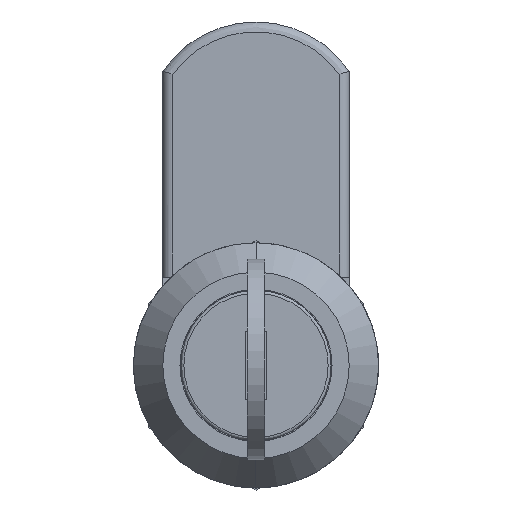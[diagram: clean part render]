
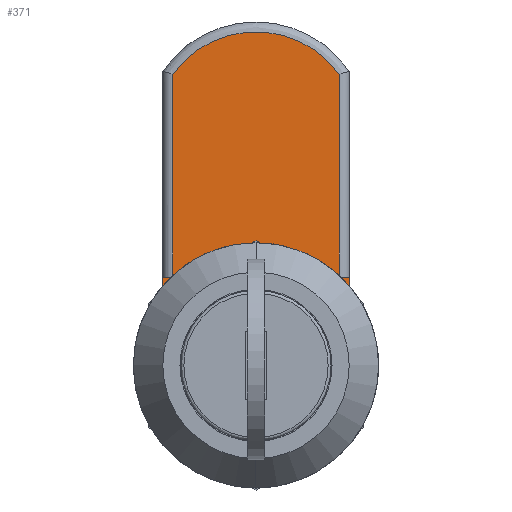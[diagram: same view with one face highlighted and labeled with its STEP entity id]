
A CAD part, front view. The second image highlights one B-rep face of the part: STEP entity #371.
In plain terms, the highlighted planar face has unit normal (0, -1, 0).
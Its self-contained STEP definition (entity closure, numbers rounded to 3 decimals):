
#371=ADVANCED_FACE('',(#516,#517,#518),#515,.T.);
#515=PLANE('',#1980);
#516=FACE_OUTER_BOUND('',#1981,.T.);
#517=FACE_BOUND('',#1982,.T.);
#518=FACE_BOUND('',#1983,.T.);
#1977=CARTESIAN_POINT('',(-11.4,0.,-15.138));
#1978=DIRECTION('',(0.,-1.,0.));
#1979=DIRECTION('',(1.,0.,0.));
#1980=AXIS2_PLACEMENT_3D('',#1977,#1978,#1979);
#1981=EDGE_LOOP('',(#3783,#3784,#3785,#3786,#3787,#3788,#3789,#3790));
#1982=EDGE_LOOP('',(#3791,#3792));
#1983=EDGE_LOOP('',(#3793,#3794,#3795,#3796,#3797,#3798,#3799,#3800));
#3783=ORIENTED_EDGE('',*,*,#4515,.T.);
#3784=ORIENTED_EDGE('',*,*,#4516,.T.);
#3785=ORIENTED_EDGE('',*,*,#4517,.F.);
#3786=ORIENTED_EDGE('',*,*,#4518,.F.);
#3787=ORIENTED_EDGE('',*,*,#4519,.T.);
#3788=ORIENTED_EDGE('',*,*,#4520,.F.);
#3789=ORIENTED_EDGE('',*,*,#4521,.F.);
#3790=ORIENTED_EDGE('',*,*,#4522,.T.);
#3791=ORIENTED_EDGE('',*,*,#4523,.F.);
#3792=ORIENTED_EDGE('',*,*,#4524,.F.);
#3793=ORIENTED_EDGE('',*,*,#4525,.F.);
#3794=ORIENTED_EDGE('',*,*,#4526,.T.);
#3795=ORIENTED_EDGE('',*,*,#4527,.F.);
#3796=ORIENTED_EDGE('',*,*,#4528,.T.);
#3797=ORIENTED_EDGE('',*,*,#4529,.F.);
#3798=ORIENTED_EDGE('',*,*,#4530,.T.);
#3799=ORIENTED_EDGE('',*,*,#4531,.F.);
#3800=ORIENTED_EDGE('',*,*,#4532,.T.);
#4515=EDGE_CURVE('',#4881,#4882,#4883,.T.);
#4516=EDGE_CURVE('',#4882,#4889,#4890,.T.);
#4517=EDGE_CURVE('',#4896,#4889,#4897,.T.);
#4518=EDGE_CURVE('',#4903,#4896,#4904,.T.);
#4519=EDGE_CURVE('',#4903,#4910,#4911,.T.);
#4520=EDGE_CURVE('',#4917,#4910,#4918,.T.);
#4521=EDGE_CURVE('',#4924,#4917,#4925,.T.);
#4522=EDGE_CURVE('',#4924,#4881,#4931,.T.);
#4523=EDGE_CURVE('',#4937,#4938,#4939,.T.);
#4524=EDGE_CURVE('',#4938,#4937,#4945,.T.);
#4525=EDGE_CURVE('',#4951,#4952,#4953,.T.);
#4526=EDGE_CURVE('',#4951,#4959,#4960,.T.);
#4527=EDGE_CURVE('',#4966,#4959,#4967,.T.);
#4528=EDGE_CURVE('',#4966,#4973,#4974,.T.);
#4529=EDGE_CURVE('',#4980,#4973,#4981,.T.);
#4530=EDGE_CURVE('',#4980,#4987,#4988,.T.);
#4531=EDGE_CURVE('',#4994,#4987,#4995,.T.);
#4532=EDGE_CURVE('',#4994,#4952,#5001,.T.);
#4881=VERTEX_POINT('',#7325);
#4882=VERTEX_POINT('',#7326);
#4883=CIRCLE('',#7330,10.5);
#4889=VERTEX_POINT('',#7331);
#4890=LINE('',#7332,#7333);
#4896=VERTEX_POINT('',#7335);
#4897=LINE('',#7336,#7337);
#4903=VERTEX_POINT('',#7339);
#4904=LINE('',#7340,#7341);
#4910=VERTEX_POINT('',#7343);
#4911=CIRCLE('',#7347,10.);
#4917=VERTEX_POINT('',#7348);
#4918=LINE('',#7349,#7350);
#4924=VERTEX_POINT('',#7352);
#4925=LINE('',#7353,#7354);
#4931=LINE('',#7356,#7357);
#4937=VERTEX_POINT('',#7359);
#4938=VERTEX_POINT('',#7360);
#4939=CIRCLE('',#7364,2.);
#4945=CIRCLE('',#7368,2.);
#4951=VERTEX_POINT('',#7369);
#4952=VERTEX_POINT('',#7370);
#4953=CIRCLE('',#7374,5.75);
#4959=VERTEX_POINT('',#7375);
#4960=LINE('',#7376,#7377);
#4966=VERTEX_POINT('',#7379);
#4967=CIRCLE('',#7383,5.75);
#4973=VERTEX_POINT('',#7384);
#4974=LINE('',#7385,#7386);
#4980=VERTEX_POINT('',#7388);
#4981=CIRCLE('',#7392,5.75);
#4987=VERTEX_POINT('',#7393);
#4988=LINE('',#7394,#7395);
#4994=VERTEX_POINT('',#7397);
#4995=CIRCLE('',#7401,5.75);
#5001=LINE('',#7402,#7403);
#7325=CARTESIAN_POINT('',(8.5,0.,29.664));
#7326=CARTESIAN_POINT('',(-8.5,0.,29.664));
#7327=CARTESIAN_POINT('',(0.,0.,23.5));
#7328=DIRECTION('',(0.,-1.,0.));
#7329=DIRECTION('',(-0.81,0.,-0.587));
#7330=AXIS2_PLACEMENT_3D('',#7327,#7328,#7329);
#7331=CARTESIAN_POINT('',(-8.5,0.,9.));
#7332=CARTESIAN_POINT('',(-8.5,0.,29.664));
#7333=VECTOR('',#7334,20.664);
#7334=DIRECTION('',(0.,0.,-1.));
#7335=CARTESIAN_POINT('',(-9.5,0.,9.));
#7336=CARTESIAN_POINT('',(-9.5,0.,9.));
#7337=VECTOR('',#7338,1.);
#7338=DIRECTION('',(1.,0.,0.));
#7339=CARTESIAN_POINT('',(-9.5,0.,-3.122));
#7340=CARTESIAN_POINT('',(-9.5,0.,-3.122));
#7341=VECTOR('',#7342,12.122);
#7342=DIRECTION('',(0.,0.,1.));
#7343=CARTESIAN_POINT('',(9.5,0.,-3.122));
#7344=CARTESIAN_POINT('',(0.,0.,0.));
#7345=DIRECTION('',(0.,-1.,0.));
#7346=DIRECTION('',(0.95,0.,0.312));
#7347=AXIS2_PLACEMENT_3D('',#7344,#7345,#7346);
#7348=CARTESIAN_POINT('',(9.5,0.,9.));
#7349=CARTESIAN_POINT('',(9.5,0.,9.));
#7350=VECTOR('',#7351,12.122);
#7351=DIRECTION('',(0.,0.,-1.));
#7352=CARTESIAN_POINT('',(8.5,0.,9.));
#7353=CARTESIAN_POINT('',(8.5,0.,9.));
#7354=VECTOR('',#7355,1.);
#7355=DIRECTION('',(1.,0.,0.));
#7356=CARTESIAN_POINT('',(8.5,0.,9.));
#7357=VECTOR('',#7358,20.664);
#7358=DIRECTION('',(0.,0.,1.));
#7359=CARTESIAN_POINT('',(-5.869,0.,7.869));
#7360=CARTESIAN_POINT('',(-5.869,0.,3.869));
#7361=CARTESIAN_POINT('',(-5.869,0.,5.869));
#7362=DIRECTION('',(0.,-1.,0.));
#7363=DIRECTION('',(0.,0.,-1.));
#7364=AXIS2_PLACEMENT_3D('',#7361,#7362,#7363);
#7365=CARTESIAN_POINT('',(-5.869,0.,5.869));
#7366=DIRECTION('',(0.,-1.,0.));
#7367=DIRECTION('',(0.,0.,-1.));
#7368=AXIS2_PLACEMENT_3D('',#7365,#7366,#7367);
#7369=CARTESIAN_POINT('',(3.516,0.,-4.55));
#7370=CARTESIAN_POINT('',(4.55,0.,-3.516));
#7371=CARTESIAN_POINT('',(0.,0.,0.));
#7372=DIRECTION('',(0.,-1.,0.));
#7373=DIRECTION('',(-0.611,0.,0.791));
#7374=AXIS2_PLACEMENT_3D('',#7371,#7372,#7373);
#7375=CARTESIAN_POINT('',(-3.516,0.,-4.55));
#7376=CARTESIAN_POINT('',(3.516,0.,-4.55));
#7377=VECTOR('',#7378,7.031);
#7378=DIRECTION('',(-1.,0.,0.));
#7379=CARTESIAN_POINT('',(-4.55,0.,-3.516));
#7380=CARTESIAN_POINT('',(0.,0.,0.));
#7381=DIRECTION('',(0.,-1.,0.));
#7382=DIRECTION('',(0.791,0.,0.611));
#7383=AXIS2_PLACEMENT_3D('',#7380,#7381,#7382);
#7384=CARTESIAN_POINT('',(-4.55,0.,3.516));
#7385=CARTESIAN_POINT('',(-4.55,0.,-3.516));
#7386=VECTOR('',#7387,7.031);
#7387=DIRECTION('',(0.,0.,1.));
#7388=CARTESIAN_POINT('',(-3.516,0.,4.55));
#7389=CARTESIAN_POINT('',(0.,0.,0.));
#7390=DIRECTION('',(0.,-1.,0.));
#7391=DIRECTION('',(0.611,0.,-0.791));
#7392=AXIS2_PLACEMENT_3D('',#7389,#7390,#7391);
#7393=CARTESIAN_POINT('',(3.516,0.,4.55));
#7394=CARTESIAN_POINT('',(-3.516,0.,4.55));
#7395=VECTOR('',#7396,7.031);
#7396=DIRECTION('',(1.,0.,0.));
#7397=CARTESIAN_POINT('',(4.55,0.,3.516));
#7398=CARTESIAN_POINT('',(0.,0.,0.));
#7399=DIRECTION('',(0.,-1.,0.));
#7400=DIRECTION('',(-0.791,0.,-0.611));
#7401=AXIS2_PLACEMENT_3D('',#7398,#7399,#7400);
#7402=CARTESIAN_POINT('',(4.55,0.,3.516));
#7403=VECTOR('',#7404,7.031);
#7404=DIRECTION('',(0.,0.,-1.));
